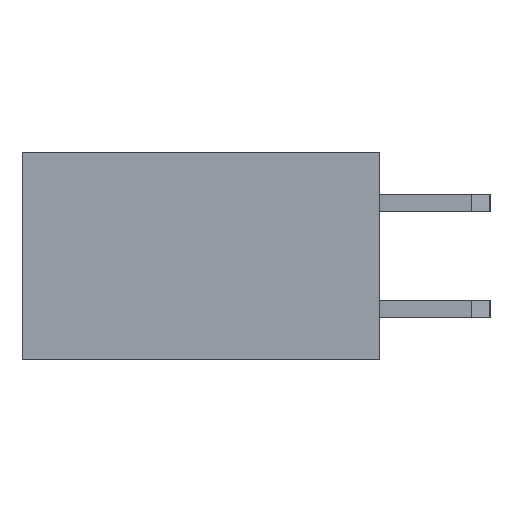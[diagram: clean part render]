
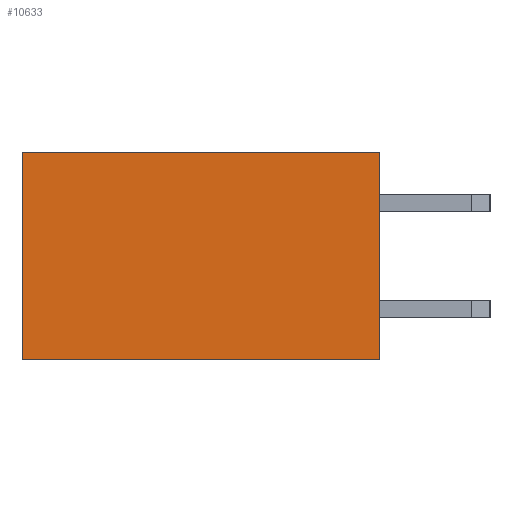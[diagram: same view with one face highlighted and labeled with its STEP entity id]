
A CAD part, left-side view. The second image highlights one B-rep face of the part: STEP entity #10633.
In plain terms, the highlighted planar face has unit normal (-1, 0, 0).
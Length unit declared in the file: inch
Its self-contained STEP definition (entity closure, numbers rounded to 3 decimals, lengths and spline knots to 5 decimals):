
#2387=ORIENTED_EDGE('',*,*,#4340,.T.);
#2388=ORIENTED_EDGE('',*,*,#3791,.F.);
#2389=ORIENTED_EDGE('',*,*,#4381,.F.);
#2390=ORIENTED_EDGE('',*,*,#3783,.T.);
#3783=EDGE_CURVE('',#5000,#4999,#6223,.T.);
#3791=EDGE_CURVE('',#5007,#5008,#6231,.T.);
#4340=EDGE_CURVE('',#4999,#5008,#6780,.T.);
#4381=EDGE_CURVE('',#5000,#5007,#6821,.T.);
#4999=VERTEX_POINT('',#15487);
#5000=VERTEX_POINT('',#15489);
#5007=VERTEX_POINT('',#15504);
#5008=VERTEX_POINT('',#15506);
#6223=LINE('',#15488,#7687);
#6231=LINE('',#15505,#7695);
#6780=LINE('',#16602,#8244);
#6821=LINE('',#16664,#8285);
#7687=VECTOR('',#12668,39.37008);
#7695=VECTOR('',#12678,39.37008);
#8244=VECTOR('',#13541,39.37008);
#8285=VECTOR('',#13624,39.37008);
#8836=EDGE_LOOP('',(#2387,#2388,#2389,#2390));
#9488=FACE_BOUND('',#8836,.T.);
#10100=PLANE('',#11193);
#10633=ADVANCED_FACE('',(#9488),#10100,.F.);
#11193=AXIS2_PLACEMENT_3D('',#16663,#13622,#13623);
#12668=DIRECTION('',(0.,-1.,0.));
#12678=DIRECTION('',(0.,-1.,0.));
#13541=DIRECTION('',(0.,0.,1.));
#13622=DIRECTION('',(1.,0.,0.));
#13623=DIRECTION('',(0.,0.,-1.));
#13624=DIRECTION('',(0.,0.,1.));
#15487=CARTESIAN_POINT('',(-1.01,0.,-0.0975));
#15488=CARTESIAN_POINT('',(-1.01,0.335,-0.0975));
#15489=CARTESIAN_POINT('',(-1.01,0.335,-0.0975));
#15504=CARTESIAN_POINT('',(-1.01,0.335,0.0975));
#15505=CARTESIAN_POINT('',(-1.01,0.335,0.0975));
#15506=CARTESIAN_POINT('',(-1.01,0.,0.0975));
#16602=CARTESIAN_POINT('',(-1.01,0.,-0.0975));
#16663=CARTESIAN_POINT('',(-1.01,0.335,-0.0975));
#16664=CARTESIAN_POINT('',(-1.01,0.335,-0.0975));
